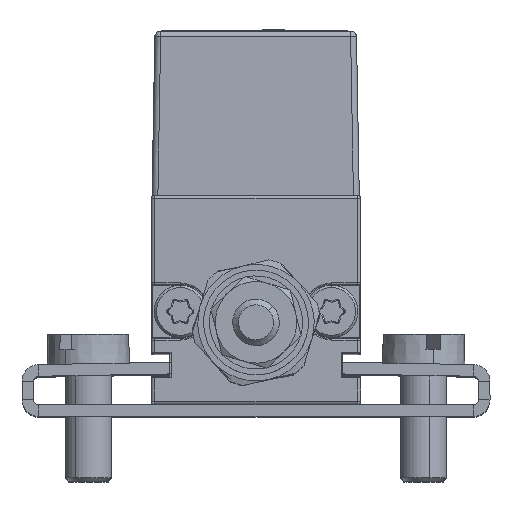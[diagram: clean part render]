
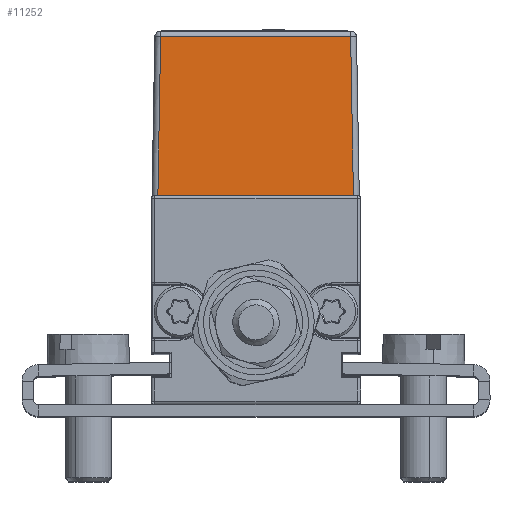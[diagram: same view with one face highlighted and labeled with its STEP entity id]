
A CAD part, top view. The second image highlights one B-rep face of the part: STEP entity #11252.
In plain terms, the highlighted planar face has unit normal (0, 0.018, 1).
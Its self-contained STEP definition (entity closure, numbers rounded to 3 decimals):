
#5411 = VERTEX_POINT ( 'NONE', #7571 ) ;
#5419 = VERTEX_POINT ( 'NONE', #7579 ) ;
#5422 = VERTEX_POINT ( 'NONE', #7582 ) ;
#5424 = VERTEX_POINT ( 'NONE', #7584 ) ;
#7571 = CARTESIAN_POINT ( 'NONE',  ( -8.189, 31.583, 57.547 ) ) ;
#7579 = CARTESIAN_POINT ( 'NONE',  ( 8.129, 31.583, 57.547 ) ) ;
#7582 = CARTESIAN_POINT ( 'NONE',  ( 8.366, 18., 57.784 ) ) ;
#7584 = CARTESIAN_POINT ( 'NONE',  ( -8.426, 18., 57.784 ) ) ;
#8251 = EDGE_LOOP ( 'NONE', ( #18753, #18751, #18749, #18747 ) ) ;
#11252 = ADVANCED_FACE ( 'NONE', ( #31446 ), #31447, .T. ) ;
#11806 = EDGE_CURVE ( 'NONE', #5411, #5424, #36066, .T. ) ;
#11809 = EDGE_CURVE ( 'NONE', #5424, #5422, #36042, .T. ) ;
#11811 = EDGE_CURVE ( 'NONE', #5422, #5419, #36079, .T. ) ;
#11830 = EDGE_CURVE ( 'NONE', #5419, #5411, #36164, .T. ) ;
#18747 = ORIENTED_EDGE ( 'NONE', *, *, #11809, .T. ) ;
#18749 = ORIENTED_EDGE ( 'NONE', *, *, #11806, .T. ) ;
#18751 = ORIENTED_EDGE ( 'NONE', *, *, #11830, .T. ) ;
#18753 = ORIENTED_EDGE ( 'NONE', *, *, #11811, .T. ) ;
#31446 = FACE_OUTER_BOUND ( 'NONE', #8251, .T. ) ;
#31447 = PLANE ( 'NONE',  #31792 ) ;
#31457 = CARTESIAN_POINT ( 'NONE',  ( -8.929, 18., 57.784 ) ) ;
#31458 = DIRECTION ( 'NONE',  ( 0., 0.017, 1. ) ) ;
#31459 = DIRECTION ( 'NONE',  ( 0., -1., 0.017 ) ) ;
#31792 = AXIS2_PLACEMENT_3D ( 'NONE', #31457, #31458, #31459 ) ;
#34444 = VECTOR ( 'NONE', #36071, 1000. ) ;
#34446 = VECTOR ( 'NONE', #36077, 1000. ) ;
#34447 = VECTOR ( 'NONE', #36084, 1000. ) ;
#34456 = VECTOR ( 'NONE', #36173, 1000. ) ;
#36042 = LINE ( 'NONE', #36073, #34446 ) ;
#36066 = LINE ( 'NONE', #36069, #34444 ) ;
#36069 = CARTESIAN_POINT ( 'NONE',  ( -8.426, 17.991, 57.784 ) ) ;
#36071 = DIRECTION ( 'NONE',  ( -0.017, -1., 0.017 ) ) ;
#36073 = CARTESIAN_POINT ( 'NONE',  ( -8.929, 18., 57.784 ) ) ;
#36077 = DIRECTION ( 'NONE',  ( 1., 0., 0. ) ) ;
#36079 = LINE ( 'NONE', #36082, #34447 ) ;
#36082 = CARTESIAN_POINT ( 'NONE',  ( 8.36, 18.302, 57.779 ) ) ;
#36084 = DIRECTION ( 'NONE',  ( -0.017, 1., -0.017 ) ) ;
#36154 = CARTESIAN_POINT ( 'NONE',  ( -8.929, 31.583, 57.547 ) ) ;
#36164 = LINE ( 'NONE', #36154, #34456 ) ;
#36173 = DIRECTION ( 'NONE',  ( -1., 0., 0. ) ) ;
